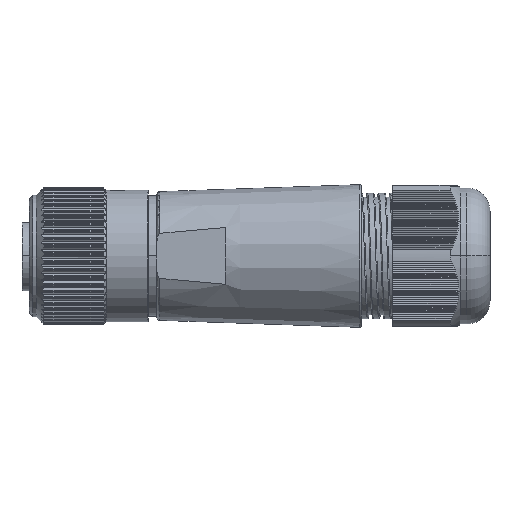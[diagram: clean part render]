
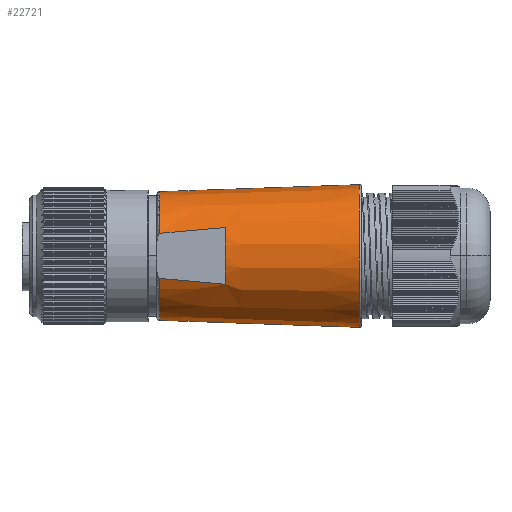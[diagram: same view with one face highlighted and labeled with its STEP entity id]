
A CAD part, top view. The second image highlights one B-rep face of the part: STEP entity #22721.
In plain terms, the highlighted conical face has half-angle 2 degrees and reference radius 13.09 mm.
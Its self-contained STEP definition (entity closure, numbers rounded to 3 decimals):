
#569 = ORIENTED_EDGE ( 'NONE', *, *, #8079, .F. ) ;
#625 = CIRCLE ( 'NONE', #27073, 13.578 ) ;
#863 = EDGE_CURVE ( 'NONE', #26478, #28510, #21204, .T. ) ;
#1614 = DIRECTION ( 'NONE',  ( 1., 0., 0. ) ) ;
#2040 = CONICAL_SURFACE ( 'NONE', #2940, 13.09, 0.035 ) ;
#2834 = ORIENTED_EDGE ( 'NONE', *, *, #30137, .F. ) ;
#2940 = AXIS2_PLACEMENT_3D ( 'NONE', #25220, #30390, #9553 ) ;
#3639 = VERTEX_POINT ( 'NONE', #28378 ) ;
#6000 = CARTESIAN_POINT ( 'NONE',  ( 21.747, 13.112, 0. ) ) ;
#6284 = DIRECTION ( 'NONE',  ( 1., 0., 0. ) ) ;
#6772 = ORIENTED_EDGE ( 'NONE', *, *, #25136, .T. ) ;
#7438 = CIRCLE ( 'NONE', #10228, 14.531 ) ;
#8079 = EDGE_CURVE ( 'NONE', #30278, #3639, #26005, .T. ) ;
#8140 = CARTESIAN_POINT ( 'NONE',  ( 35.09, 0., 0. ) ) ;
#9281 = ORIENTED_EDGE ( 'NONE', *, *, #33604, .T. ) ;
#9553 = DIRECTION ( 'NONE',  ( 0., 1., 0. ) ) ;
#10228 = AXIS2_PLACEMENT_3D ( 'NONE', #13642, #31714, #16267 ) ;
#10330 = CARTESIAN_POINT ( 'NONE',  ( 21.747, -4.596, 12.28 ) ) ;
#10542 = ORIENTED_EDGE ( 'NONE', *, *, #27420, .T. ) ;
#10838 = DIRECTION ( 'NONE',  ( 0., 0., 1. ) ) ;
#11169 = ORIENTED_EDGE ( 'NONE', *, *, #21890, .F. ) ;
#11526 = CARTESIAN_POINT ( 'NONE',  ( 21.12, 13.09, 0. ) ) ;
#11682 = DIRECTION ( 'NONE',  ( 0.999, -0.035, 0. ) ) ;
#11878 = CIRCLE ( 'NONE', #13036, 13.112 ) ;
#12381 = CARTESIAN_POINT ( 'NONE',  ( 21.747, 4.596, 12.28 ) ) ;
#13018 = CARTESIAN_POINT ( 'NONE',  ( 35.09, -5.793, 12.28 ) ) ;
#13036 = AXIS2_PLACEMENT_3D ( 'NONE', #22130, #6284, #24700 ) ;
#13642 = CARTESIAN_POINT ( 'NONE',  ( 62.397, 0., 0. ) ) ;
#16267 = DIRECTION ( 'NONE',  ( 0., -1., 0. ) ) ;
#16670 = VECTOR ( 'NONE', #27113, 1000. ) ;
#16979 = VERTEX_POINT ( 'NONE', #26336 ) ;
#17121 = CARTESIAN_POINT ( 'NONE',  ( 35.09, -5.793, 12.28 ) ) ;
#17640 = CARTESIAN_POINT ( 'NONE',  ( 21.747, 0., 0. ) ) ;
#18170 = CARTESIAN_POINT ( 'NONE',  ( 26.19, 5.039, 12.28 ) ) ;
#18281 = CARTESIAN_POINT ( 'NONE',  ( 30.639, 5.429, 12.28 ) ) ;
#18406 = CARTESIAN_POINT ( 'NONE',  ( 35.09, 5.793, 12.28 ) ) ;
#18414 = CARTESIAN_POINT ( 'NONE',  ( 21.747, 4.596, 12.28 ) ) ;
#18433 = VERTEX_POINT ( 'NONE', #19872 ) ;
#19608 = VECTOR ( 'NONE', #11682, 1000. ) ;
#19872 = CARTESIAN_POINT ( 'NONE',  ( 62.397, -14.531, 0. ) ) ;
#20284 = DIRECTION ( 'NONE',  ( 0., 1., 0. ) ) ;
#20759 = VERTEX_POINT ( 'NONE', #17121 ) ;
#21204 = B_SPLINE_CURVE_WITH_KNOTS ( 'NONE', 3,
 ( #18406, #18281, #18170, #18414 ),
 .UNSPECIFIED., .F., .F.,
 ( 4, 4 ),
 ( 0.015, 0.029 ),
 .UNSPECIFIED. ) ;
#21890 = EDGE_CURVE ( 'NONE', #16979, #20759, #22451, .T. ) ;
#22130 = CARTESIAN_POINT ( 'NONE',  ( 21.747, 0., 0. ) ) ;
#22451 = B_SPLINE_CURVE_WITH_KNOTS ( 'NONE', 3,
 ( #10330, #25966, #28540, #13018 ),
 .UNSPECIFIED., .F., .F.,
 ( 4, 4 ),
 ( 0.022, 0.036 ),
 .UNSPECIFIED. ) ;
#22524 = VERTEX_POINT ( 'NONE', #23578 ) ;
#22721 = ADVANCED_FACE ( 'NONE', ( #24806 ), #2040, .T. ) ;
#23578 = CARTESIAN_POINT ( 'NONE',  ( 21.747, -13.112, 0. ) ) ;
#23611 = CIRCLE ( 'NONE', #23881, 13.112 ) ;
#23881 = AXIS2_PLACEMENT_3D ( 'NONE', #17640, #1614, #20284 ) ;
#24700 = DIRECTION ( 'NONE',  ( 0., 1., 0. ) ) ;
#24806 = FACE_OUTER_BOUND ( 'NONE', #32904, .T. ) ;
#25136 = EDGE_CURVE ( 'NONE', #18433, #3639, #7438, .T. ) ;
#25220 = CARTESIAN_POINT ( 'NONE',  ( 21.12, 0., 0. ) ) ;
#25966 = CARTESIAN_POINT ( 'NONE',  ( 26.19, -5.039, 12.28 ) ) ;
#26005 = LINE ( 'NONE', #11526, #16670 ) ;
#26336 = CARTESIAN_POINT ( 'NONE',  ( 21.747, -4.596, 12.28 ) ) ;
#26424 = LINE ( 'NONE', #27260, #19608 ) ;
#26460 = DIRECTION ( 'NONE',  ( -1., 0., 0. ) ) ;
#26478 = VERTEX_POINT ( 'NONE', #33620 ) ;
#26885 = EDGE_CURVE ( 'NONE', #22524, #18433, #26424, .T. ) ;
#27073 = AXIS2_PLACEMENT_3D ( 'NONE', #8140, #26460, #10838 ) ;
#27113 = DIRECTION ( 'NONE',  ( 0.999, 0.035, 0. ) ) ;
#27260 = CARTESIAN_POINT ( 'NONE',  ( 21.12, -13.09, 0. ) ) ;
#27420 = EDGE_CURVE ( 'NONE', #30278, #28510, #23611, .T. ) ;
#28378 = CARTESIAN_POINT ( 'NONE',  ( 62.397, 14.531, 0. ) ) ;
#28510 = VERTEX_POINT ( 'NONE', #12381 ) ;
#28540 = CARTESIAN_POINT ( 'NONE',  ( 30.639, -5.429, 12.28 ) ) ;
#30137 = EDGE_CURVE ( 'NONE', #20759, #26478, #625, .T. ) ;
#30278 = VERTEX_POINT ( 'NONE', #6000 ) ;
#30317 = ORIENTED_EDGE ( 'NONE', *, *, #26885, .T. ) ;
#30390 = DIRECTION ( 'NONE',  ( 1., 0., 0. ) ) ;
#30865 = ORIENTED_EDGE ( 'NONE', *, *, #863, .F. ) ;
#31714 = DIRECTION ( 'NONE',  ( -1., 0., 0. ) ) ;
#32904 = EDGE_LOOP ( 'NONE', ( #9281, #30317, #6772, #569, #10542, #30865, #2834, #11169 ) ) ;
#33604 = EDGE_CURVE ( 'NONE', #16979, #22524, #11878, .T. ) ;
#33620 = CARTESIAN_POINT ( 'NONE',  ( 35.09, 5.793, 12.28 ) ) ;
